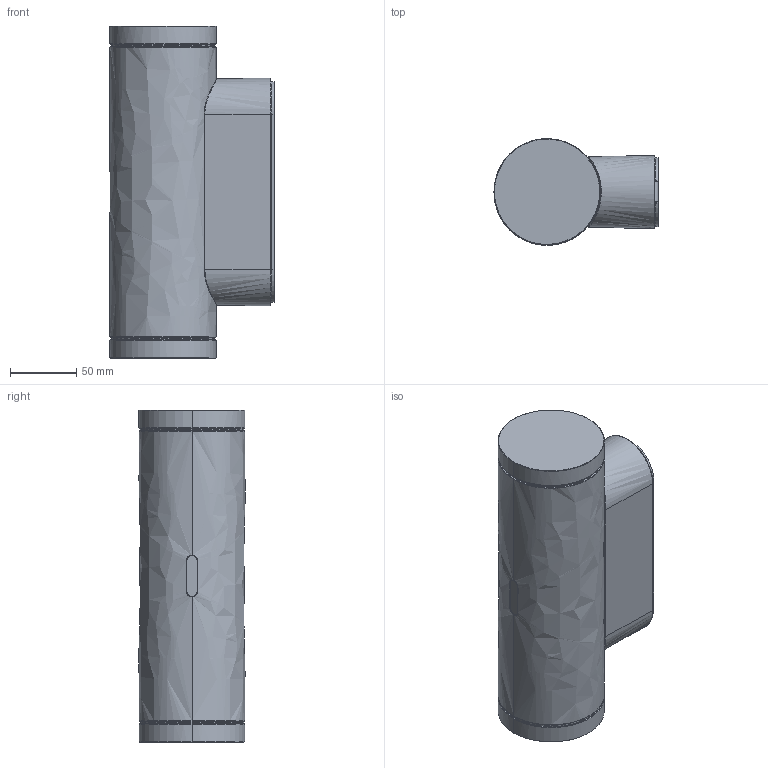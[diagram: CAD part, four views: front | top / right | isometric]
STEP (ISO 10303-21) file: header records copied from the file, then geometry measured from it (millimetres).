
FILE_DESCRIPTION(/* description */ (''),/* implementation_level */ '2;1');
FILE_NAME(/* name */ 'T419100_CALUMET 8 PARETE MONO',/* time_stamp */ '2018-01-26T11:38:20+01:00',/* author */ (''),/* organization */ (''),/* preprocessor_version */ 'ST-DEVELOPER v15',/* originating_system */ '',/* authorisation */ '');
FILE_SCHEMA (('CONFIG_CONTROL_DESIGN'));
Length unit declared in the file: millimetre
Products named in the file (1): Document
Bounding box: 123.62 x 79.99 x 250.2 mm (x, y, z)
Volume: 16475.5 mm3; surface area: 112737.2 mm2
Topology: 2 solids, 7 shells, 168 faces, 433 edges, 273 vertices
Faces by surface type: bspline 120, plane 48
Entity records: 6862 total; most frequent: CARTESIAN_POINT 4378, ORIENTED_EDGE 801, EDGE_CURVE 427, VERTEX_POINT 273, B_SPLINE_CURVE_WITH_KNOTS 196, EDGE_LOOP 183, ADVANCED_FACE 168, FACE_OUTER_BOUND 168
